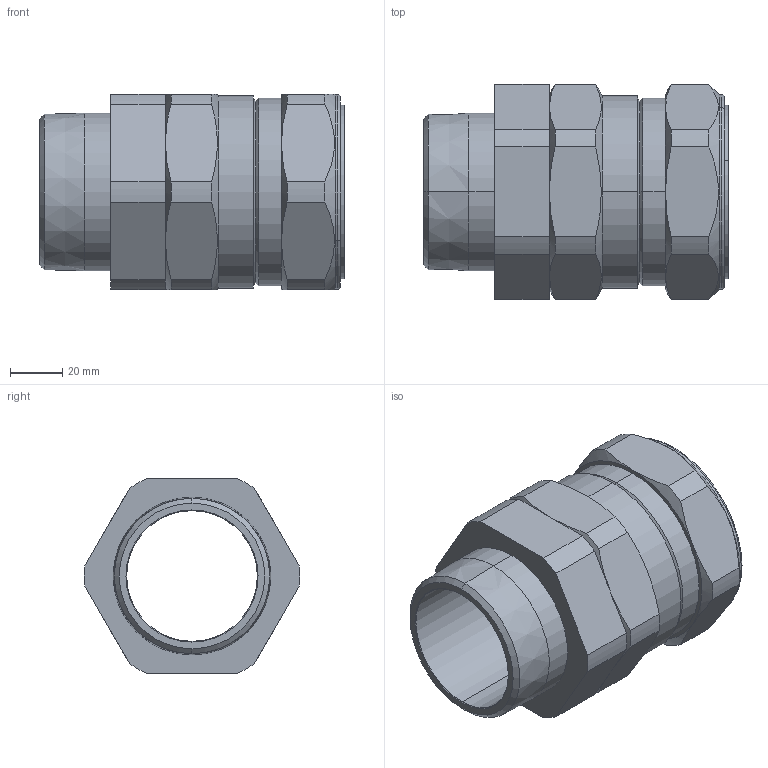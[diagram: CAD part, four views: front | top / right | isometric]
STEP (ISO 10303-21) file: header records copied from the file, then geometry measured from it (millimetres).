
FILE_DESCRIPTION (( 'STEP AP203' ), '1' );
FILE_NAME ('63STE1FU1RA036.STEP', '2021-05-12T14:51:30', ( '' ), ( '' ), 'SwSTEP 2.0', 'SolidWorks 2017', '' );
FILE_SCHEMA (( 'CONFIG_CONTROL_DESIGN' ));
Length unit declared in the file: millimetre
Products named in the file (1): 63STE1FU1RA036
Bounding box: 116.8 x 82.46 x 75 mm (x, y, z)
Volume: 213128.8 mm3; surface area: 54921.3 mm2
Topology: 1 solids, 1 shells, 106 faces, 242 edges, 146 vertices
Faces by surface type: cylinder 36, plane 34, cone 32, torus 4
Entity records: 3313 total; most frequent: CARTESIAN_POINT 839, DIRECTION 526, ORIENTED_EDGE 484, EDGE_CURVE 242, AXIS2_PLACEMENT_3D 217, VERTEX_POINT 146, EDGE_LOOP 116, CIRCLE 110
